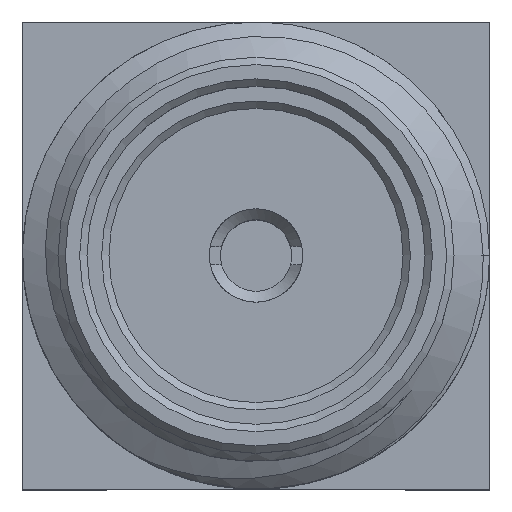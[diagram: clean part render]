
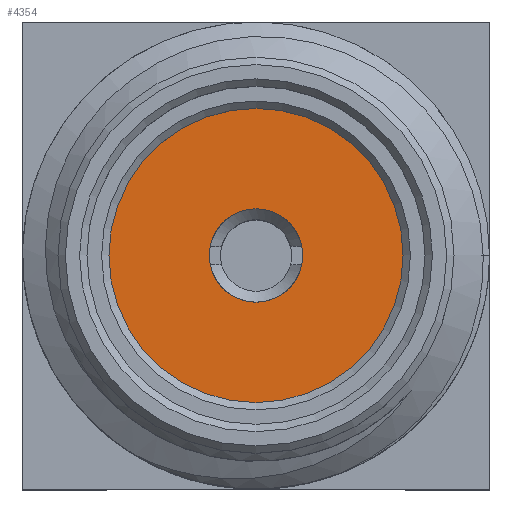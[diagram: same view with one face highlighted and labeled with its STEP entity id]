
A CAD part, top view. The second image highlights one B-rep face of the part: STEP entity #4354.
In plain terms, the highlighted planar face has unit normal (0, 0, 1).
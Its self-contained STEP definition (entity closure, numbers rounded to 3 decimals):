
#4283 = VERTEX_POINT('',#4284);
#4284 = CARTESIAN_POINT('',(2.1,0.,7.928));
#4290 = EDGE_CURVE('',#4283,#4283,#4291,.T.);
#4291 = CIRCLE('',#4292,2.1);
#4292 = AXIS2_PLACEMENT_3D('',#4293,#4294,#4295);
#4293 = CARTESIAN_POINT('',(0.,0.,7.928));
#4294 = DIRECTION('',(0.,0.,1.));
#4295 = DIRECTION('',(1.,0.,0.));
#4316 = VERTEX_POINT('',#4317);
#4317 = CARTESIAN_POINT('',(0.635,0.,7.928));
#4323 = EDGE_CURVE('',#4316,#4316,#4324,.T.);
#4324 = CIRCLE('',#4325,0.635);
#4325 = AXIS2_PLACEMENT_3D('',#4326,#4327,#4328);
#4326 = CARTESIAN_POINT('',(0.,0.,7.928));
#4327 = DIRECTION('',(0.,0.,1.));
#4328 = DIRECTION('',(1.,0.,0.));
#4354 = ADVANCED_FACE('',(#4355,#4358),#4361,.T.);
#4355 = FACE_BOUND('',#4356,.T.);
#4356 = EDGE_LOOP('',(#4357));
#4357 = ORIENTED_EDGE('',*,*,#4290,.T.);
#4358 = FACE_BOUND('',#4359,.F.);
#4359 = EDGE_LOOP('',(#4360));
#4360 = ORIENTED_EDGE('',*,*,#4323,.T.);
#4361 = PLANE('',#4362);
#4362 = AXIS2_PLACEMENT_3D('',#4363,#4364,#4365);
#4363 = CARTESIAN_POINT('',(0.,0.,7.928));
#4364 = DIRECTION('',(0.,0.,1.));
#4365 = DIRECTION('',(1.,0.,0.));
